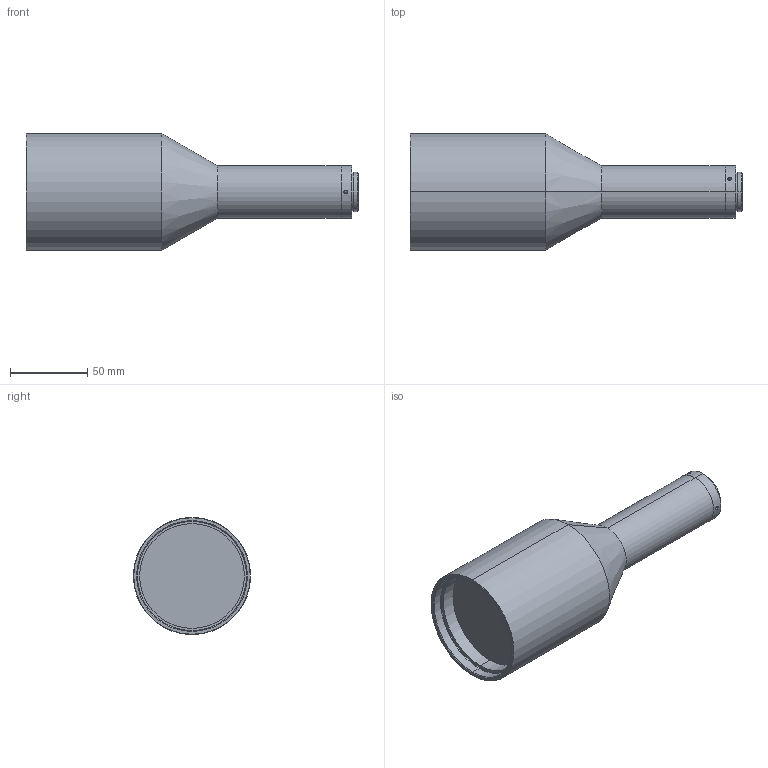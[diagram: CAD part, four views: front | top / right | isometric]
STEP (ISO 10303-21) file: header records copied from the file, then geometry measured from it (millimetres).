
FILE_DESCRIPTION (( 'STEP AP203' ), '1' );
FILE_NAME ('610049.STEP', '2021-08-09T05:46:01', ( '' ), ( '' ), 'SwSTEP 2.0', 'SolidWorks 2020', '' );
FILE_SCHEMA (( 'CONFIG_CONTROL_DESIGN' ));
Length unit declared in the file: millimetre
Products named in the file (1): 610049
Bounding box: 215.53 x 76 x 76 mm (x, y, z)
Volume: 497695 mm3; surface area: 51275.1 mm2
Topology: 2 solids, 4 shells, 80 faces, 164 edges, 102 vertices
Faces by surface type: cylinder 41, cone 22, plane 17
Entity records: 2474 total; most frequent: CARTESIAN_POINT 640, DIRECTION 402, ORIENTED_EDGE 328, AXIS2_PLACEMENT_3D 171, EDGE_CURVE 164, VERTEX_POINT 102, EDGE_LOOP 98, CIRCLE 90
